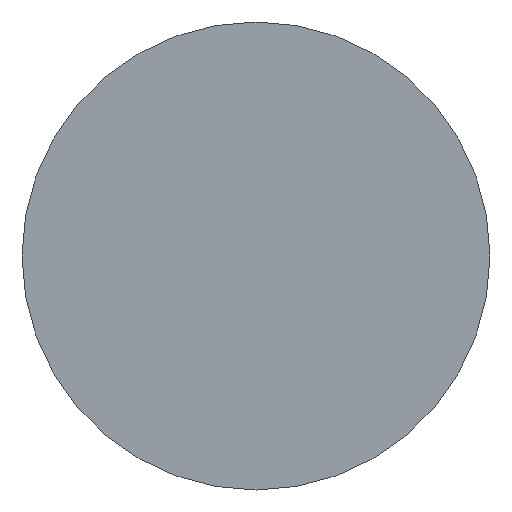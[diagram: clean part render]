
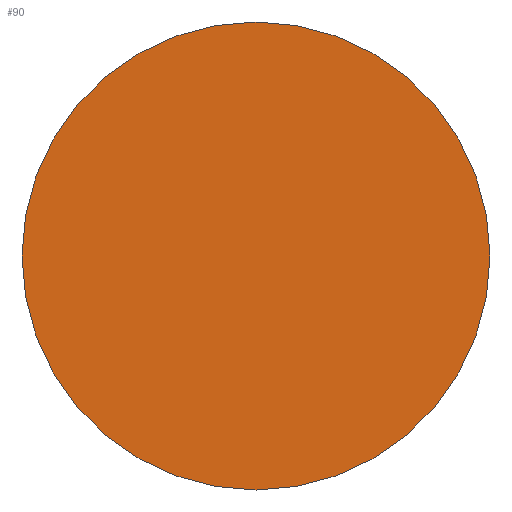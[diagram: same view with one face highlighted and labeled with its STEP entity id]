
A CAD part, front view. The second image highlights one B-rep face of the part: STEP entity #90.
In plain terms, the highlighted planar face has unit normal (0, -1, 0).
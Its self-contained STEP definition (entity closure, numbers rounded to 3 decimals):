
#8 = VERTEX_POINT ( 'NONE', #42 ) ;
#13 = CARTESIAN_POINT ( 'NONE',  ( 132.721, 0., 55.492 ) ) ;
#36 = VERTEX_POINT ( 'NONE', #92 ) ;
#38 = ORIENTED_EDGE ( 'NONE', *, *, #57, .F. ) ;
#42 = CARTESIAN_POINT ( 'NONE',  ( 132.721, 0., 74.992 ) ) ;
#56 = CIRCLE ( 'NONE', #160, 19.5 ) ;
#57 = EDGE_CURVE ( 'NONE', #36, #8, #56, .T. ) ;
#58 = DIRECTION ( 'NONE',  ( 0., 0., 1. ) ) ;
#60 = AXIS2_PLACEMENT_3D ( 'NONE', #13, #71, #117 ) ;
#61 = DIRECTION ( 'NONE',  ( 0., 1., 0. ) ) ;
#70 = PLANE ( 'NONE',  #60 ) ;
#71 = DIRECTION ( 'NONE',  ( 0., 1., 0. ) ) ;
#90 = ADVANCED_FACE ( 'NONE', ( #159 ), #70, .F. ) ;
#92 = CARTESIAN_POINT ( 'NONE',  ( 132.721, 0., 35.992 ) ) ;
#112 = CARTESIAN_POINT ( 'NONE',  ( 132.721, 0., 55.492 ) ) ;
#117 = DIRECTION ( 'NONE',  ( 0., 0., 1. ) ) ;
#118 = CARTESIAN_POINT ( 'NONE',  ( 132.721, 0., 55.492 ) ) ;
#126 = EDGE_LOOP ( 'NONE', ( #38, #138 ) ) ;
#131 = DIRECTION ( 'NONE',  ( 0., 0., 1. ) ) ;
#135 = EDGE_CURVE ( 'NONE', #8, #36, #146, .T. ) ;
#138 = ORIENTED_EDGE ( 'NONE', *, *, #135, .F. ) ;
#145 = DIRECTION ( 'NONE',  ( 0., 1., 0. ) ) ;
#146 = CIRCLE ( 'NONE', #148, 19.5 ) ;
#148 = AXIS2_PLACEMENT_3D ( 'NONE', #112, #61, #58 ) ;
#159 = FACE_OUTER_BOUND ( 'NONE', #126, .T. ) ;
#160 = AXIS2_PLACEMENT_3D ( 'NONE', #118, #145, #131 ) ;
